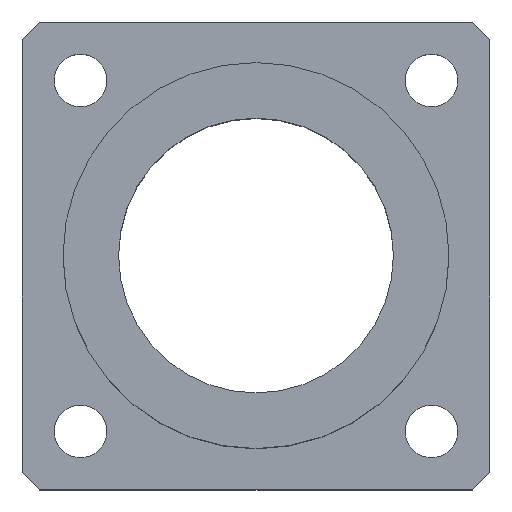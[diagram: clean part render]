
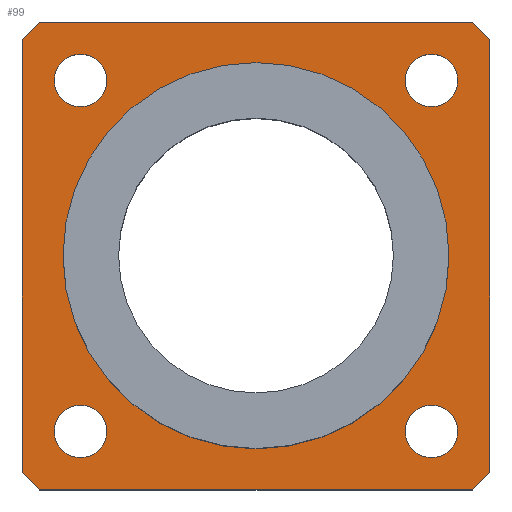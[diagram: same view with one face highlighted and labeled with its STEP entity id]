
A CAD part, top view. The second image highlights one B-rep face of the part: STEP entity #99.
In plain terms, the highlighted planar face has unit normal (0, 0, 1).
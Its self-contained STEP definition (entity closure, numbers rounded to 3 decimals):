
#99 = ADVANCED_FACE( '', ( #152, #153, #154, #155, #156, #157 ), #158, .T. );
#152 = FACE_BOUND( '', #216, .T. );
#153 = FACE_OUTER_BOUND( '', #217, .T. );
#154 = FACE_BOUND( '', #218, .T. );
#155 = FACE_BOUND( '', #219, .T. );
#156 = FACE_BOUND( '', #220, .T. );
#157 = FACE_BOUND( '', #221, .T. );
#158 = PLANE( '', #222 );
#216 = EDGE_LOOP( '', ( #398, #399 ) );
#217 = EDGE_LOOP( '', ( #400, #401, #402, #403, #404, #405, #406, #407 ) );
#218 = EDGE_LOOP( '', ( #408, #409 ) );
#219 = EDGE_LOOP( '', ( #410, #411 ) );
#220 = EDGE_LOOP( '', ( #412, #413 ) );
#221 = EDGE_LOOP( '', ( #414, #415 ) );
#222 = AXIS2_PLACEMENT_3D( '', #416, #417, #418 );
#398 = ORIENTED_EDGE( '', *, *, #457, .T. );
#399 = ORIENTED_EDGE( '', *, *, #473, .T. );
#400 = ORIENTED_EDGE( '', *, *, #482, .F. );
#401 = ORIENTED_EDGE( '', *, *, #504, .F. );
#402 = ORIENTED_EDGE( '', *, *, #501, .F. );
#403 = ORIENTED_EDGE( '', *, *, #498, .F. );
#404 = ORIENTED_EDGE( '', *, *, #495, .F. );
#405 = ORIENTED_EDGE( '', *, *, #492, .F. );
#406 = ORIENTED_EDGE( '', *, *, #489, .F. );
#407 = ORIENTED_EDGE( '', *, *, #486, .F. );
#408 = ORIENTED_EDGE( '', *, *, #480, .F. );
#409 = ORIENTED_EDGE( '', *, *, #443, .F. );
#410 = ORIENTED_EDGE( '', *, *, #478, .F. );
#411 = ORIENTED_EDGE( '', *, *, #447, .F. );
#412 = ORIENTED_EDGE( '', *, *, #476, .F. );
#413 = ORIENTED_EDGE( '', *, *, #451, .F. );
#414 = ORIENTED_EDGE( '', *, *, #474, .F. );
#415 = ORIENTED_EDGE( '', *, *, #455, .F. );
#416 = CARTESIAN_POINT( '', ( 0., 0., 14. ) );
#417 = DIRECTION( '', ( 0., 0., 1. ) );
#418 = DIRECTION( '', ( 1., 0., 0. ) );
#443 = EDGE_CURVE( '', #511, #507, #513, .T. );
#447 = EDGE_CURVE( '', #519, #515, #521, .T. );
#451 = EDGE_CURVE( '', #527, #523, #529, .T. );
#455 = EDGE_CURVE( '', #535, #531, #537, .T. );
#457 = EDGE_CURVE( '', #541, #538, #542, .T. );
#473 = EDGE_CURVE( '', #538, #541, #567, .T. );
#474 = EDGE_CURVE( '', #531, #535, #568, .T. );
#476 = EDGE_CURVE( '', #523, #527, #570, .T. );
#478 = EDGE_CURVE( '', #515, #519, #572, .T. );
#480 = EDGE_CURVE( '', #507, #511, #574, .T. );
#482 = EDGE_CURVE( '', #576, #577, #578, .T. );
#486 = EDGE_CURVE( '', #577, #584, #585, .T. );
#489 = EDGE_CURVE( '', #584, #589, #590, .T. );
#492 = EDGE_CURVE( '', #589, #594, #595, .T. );
#495 = EDGE_CURVE( '', #594, #599, #600, .T. );
#498 = EDGE_CURVE( '', #599, #604, #605, .T. );
#501 = EDGE_CURVE( '', #604, #609, #610, .T. );
#504 = EDGE_CURVE( '', #609, #576, #614, .T. );
#507 = VERTEX_POINT( '', #617 );
#511 = VERTEX_POINT( '', #622 );
#513 = CIRCLE( '', #625, 4.5 );
#515 = VERTEX_POINT( '', #627 );
#519 = VERTEX_POINT( '', #632 );
#521 = CIRCLE( '', #635, 4.5 );
#523 = VERTEX_POINT( '', #637 );
#527 = VERTEX_POINT( '', #642 );
#529 = CIRCLE( '', #645, 4.5 );
#531 = VERTEX_POINT( '', #647 );
#535 = VERTEX_POINT( '', #652 );
#537 = CIRCLE( '', #655, 4.5 );
#538 = VERTEX_POINT( '', #656 );
#541 = VERTEX_POINT( '', #660 );
#542 = CIRCLE( '', #661, 33. );
#567 = CIRCLE( '', #691, 33. );
#568 = CIRCLE( '', #692, 4.5 );
#570 = CIRCLE( '', #694, 4.5 );
#572 = CIRCLE( '', #696, 4.5 );
#574 = CIRCLE( '', #698, 4.5 );
#576 = VERTEX_POINT( '', #700 );
#577 = VERTEX_POINT( '', #701 );
#578 = LINE( '', #702, #703 );
#584 = VERTEX_POINT( '', #712 );
#585 = LINE( '', #713, #714 );
#589 = VERTEX_POINT( '', #720 );
#590 = LINE( '', #721, #722 );
#594 = VERTEX_POINT( '', #728 );
#595 = LINE( '', #729, #730 );
#599 = VERTEX_POINT( '', #736 );
#600 = LINE( '', #737, #738 );
#604 = VERTEX_POINT( '', #744 );
#605 = LINE( '', #745, #746 );
#609 = VERTEX_POINT( '', #752 );
#610 = LINE( '', #753, #754 );
#614 = LINE( '', #760, #761 );
#617 = CARTESIAN_POINT( '', ( 34.5, 70., 14. ) );
#622 = CARTESIAN_POINT( '', ( 25.5, 70., 14. ) );
#625 = AXIS2_PLACEMENT_3D( '', #769, #770, #771 );
#627 = CARTESIAN_POINT( '', ( 34.5, 10., 14. ) );
#632 = CARTESIAN_POINT( '', ( 25.5, 10., 14. ) );
#635 = AXIS2_PLACEMENT_3D( '', #777, #778, #779 );
#637 = CARTESIAN_POINT( '', ( -25.5, 70., 14. ) );
#642 = CARTESIAN_POINT( '', ( -34.5, 70., 14. ) );
#645 = AXIS2_PLACEMENT_3D( '', #785, #786, #787 );
#647 = CARTESIAN_POINT( '', ( -25.5, 10., 14. ) );
#652 = CARTESIAN_POINT( '', ( -34.5, 10., 14. ) );
#655 = AXIS2_PLACEMENT_3D( '', #793, #794, #795 );
#656 = CARTESIAN_POINT( '', ( 0., 73., 14. ) );
#660 = CARTESIAN_POINT( '', ( 0., 7., 14. ) );
#661 = AXIS2_PLACEMENT_3D( '', #797, #798, #799 );
#691 = AXIS2_PLACEMENT_3D( '', #835, #836, #837 );
#692 = AXIS2_PLACEMENT_3D( '', #838, #839, #840 );
#694 = AXIS2_PLACEMENT_3D( '', #844, #845, #846 );
#696 = AXIS2_PLACEMENT_3D( '', #850, #851, #852 );
#698 = AXIS2_PLACEMENT_3D( '', #856, #857, #858 );
#700 = CARTESIAN_POINT( '', ( -40., 77., 14. ) );
#701 = CARTESIAN_POINT( '', ( -37., 80., 14. ) );
#702 = CARTESIAN_POINT( '', ( -37., 80., 14. ) );
#703 = VECTOR( '', #862, 1. );
#712 = CARTESIAN_POINT( '', ( 37., 80., 14. ) );
#713 = CARTESIAN_POINT( '', ( 37., 80., 14. ) );
#714 = VECTOR( '', #866, 1. );
#720 = CARTESIAN_POINT( '', ( 40., 77., 14. ) );
#721 = CARTESIAN_POINT( '', ( 40., 77., 14. ) );
#722 = VECTOR( '', #869, 1. );
#728 = CARTESIAN_POINT( '', ( 40., 3., 14. ) );
#729 = CARTESIAN_POINT( '', ( 40., 3., 14. ) );
#730 = VECTOR( '', #872, 1. );
#736 = CARTESIAN_POINT( '', ( 37., 0., 14. ) );
#737 = CARTESIAN_POINT( '', ( 37., 0., 14. ) );
#738 = VECTOR( '', #875, 1. );
#744 = CARTESIAN_POINT( '', ( -37., 0., 14. ) );
#745 = CARTESIAN_POINT( '', ( -37., 0., 14. ) );
#746 = VECTOR( '', #878, 1. );
#752 = CARTESIAN_POINT( '', ( -40., 3., 14. ) );
#753 = CARTESIAN_POINT( '', ( -40., 3., 14. ) );
#754 = VECTOR( '', #881, 1. );
#760 = CARTESIAN_POINT( '', ( -40., 77., 14. ) );
#761 = VECTOR( '', #884, 1. );
#769 = CARTESIAN_POINT( '', ( 30., 70., 14. ) );
#770 = DIRECTION( '', ( 0., 0., 1. ) );
#771 = DIRECTION( '', ( 1., 0., 0. ) );
#777 = CARTESIAN_POINT( '', ( 30., 10., 14. ) );
#778 = DIRECTION( '', ( 0., 0., 1. ) );
#779 = DIRECTION( '', ( 1., 0., 0. ) );
#785 = CARTESIAN_POINT( '', ( -30., 70., 14. ) );
#786 = DIRECTION( '', ( 0., 0., 1. ) );
#787 = DIRECTION( '', ( 1., 0., 0. ) );
#793 = CARTESIAN_POINT( '', ( -30., 10., 14. ) );
#794 = DIRECTION( '', ( 0., 0., 1. ) );
#795 = DIRECTION( '', ( 1., 0., 0. ) );
#797 = CARTESIAN_POINT( '', ( 0., 40., 14. ) );
#798 = DIRECTION( '', ( 0., 0., -1. ) );
#799 = DIRECTION( '', ( 0., 1., 0. ) );
#835 = CARTESIAN_POINT( '', ( 0., 40., 14. ) );
#836 = DIRECTION( '', ( 0., 0., -1. ) );
#837 = DIRECTION( '', ( 0., 1., 0. ) );
#838 = CARTESIAN_POINT( '', ( -30., 10., 14. ) );
#839 = DIRECTION( '', ( 0., 0., 1. ) );
#840 = DIRECTION( '', ( 1., 0., 0. ) );
#844 = CARTESIAN_POINT( '', ( -30., 70., 14. ) );
#845 = DIRECTION( '', ( 0., 0., 1. ) );
#846 = DIRECTION( '', ( 1., 0., 0. ) );
#850 = CARTESIAN_POINT( '', ( 30., 10., 14. ) );
#851 = DIRECTION( '', ( 0., 0., 1. ) );
#852 = DIRECTION( '', ( 1., 0., 0. ) );
#856 = CARTESIAN_POINT( '', ( 30., 70., 14. ) );
#857 = DIRECTION( '', ( 0., 0., 1. ) );
#858 = DIRECTION( '', ( 1., 0., 0. ) );
#862 = DIRECTION( '', ( 0.707, 0.707, 0. ) );
#866 = DIRECTION( '', ( 1., 0., 0. ) );
#869 = DIRECTION( '', ( 0.707, -0.707, 0. ) );
#872 = DIRECTION( '', ( 0., -1., 0. ) );
#875 = DIRECTION( '', ( -0.707, -0.707, 0. ) );
#878 = DIRECTION( '', ( -1., 0., 0. ) );
#881 = DIRECTION( '', ( -0.707, 0.707, 0. ) );
#884 = DIRECTION( '', ( 0., 1., 0. ) );
